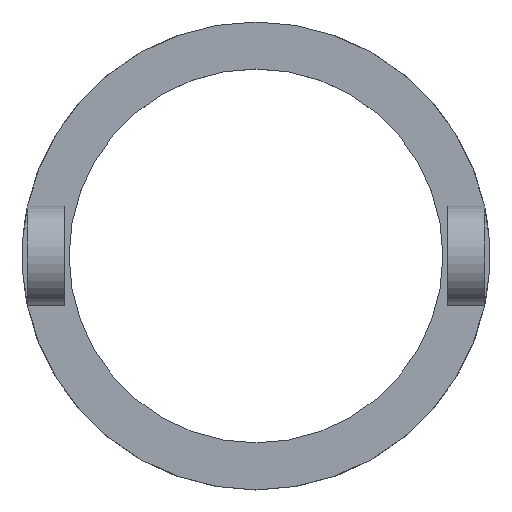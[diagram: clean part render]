
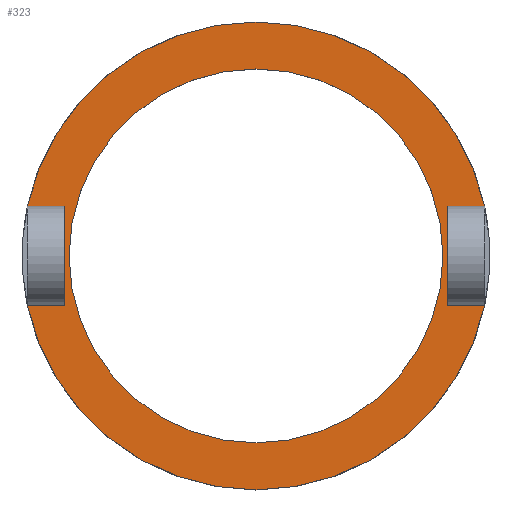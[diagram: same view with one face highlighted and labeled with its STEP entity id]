
A CAD part, top view. The second image highlights one B-rep face of the part: STEP entity #323.
In plain terms, the highlighted planar face has unit normal (0, 0, 1).
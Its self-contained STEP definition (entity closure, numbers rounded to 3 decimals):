
#18=FACE_BOUND('',#70,.T.);
#29=PLANE('',#366);
#46=FACE_OUTER_BOUND('',#69,.T.);
#69=EDGE_LOOP('',(#264,#265,#266,#267,#268,#269,#270,#271,#272));
#70=EDGE_LOOP('',(#273));
#89=LINE('',#522,#114);
#92=LINE('',#528,#117);
#95=LINE('',#533,#120);
#100=LINE('',#543,#125);
#101=LINE('',#551,#126);
#102=LINE('',#552,#127);
#114=VECTOR('',#419,10.);
#117=VECTOR('',#424,10.);
#120=VECTOR('',#429,10.);
#125=VECTOR('',#440,10.);
#126=VECTOR('',#451,10.);
#127=VECTOR('',#452,10.);
#141=CIRCLE('',#367,47.3);
#142=CIRCLE('',#368,47.3);
#143=CIRCLE('',#369,47.3);
#144=CIRCLE('',#370,37.8);
#162=VERTEX_POINT('',#519);
#163=VERTEX_POINT('',#521);
#164=VERTEX_POINT('',#525);
#165=VERTEX_POINT('',#527);
#166=VERTEX_POINT('',#531);
#167=VERTEX_POINT('',#535);
#168=VERTEX_POINT('',#539);
#169=VERTEX_POINT('',#547);
#170=VERTEX_POINT('',#550);
#171=VERTEX_POINT('',#554);
#191=EDGE_CURVE('',#163,#162,#89,.T.);
#194=EDGE_CURVE('',#165,#164,#92,.T.);
#197=EDGE_CURVE('',#162,#166,#95,.T.);
#202=EDGE_CURVE('',#166,#168,#100,.T.);
#204=EDGE_CURVE('',#169,#168,#141,.T.);
#205=EDGE_CURVE('',#167,#169,#142,.T.);
#206=EDGE_CURVE('',#167,#170,#101,.T.);
#207=EDGE_CURVE('',#170,#165,#102,.T.);
#208=EDGE_CURVE('',#163,#164,#143,.T.);
#209=EDGE_CURVE('',#171,#171,#144,.T.);
#264=ORIENTED_EDGE('',*,*,#191,.T.);
#265=ORIENTED_EDGE('',*,*,#197,.T.);
#266=ORIENTED_EDGE('',*,*,#202,.T.);
#267=ORIENTED_EDGE('',*,*,#204,.F.);
#268=ORIENTED_EDGE('',*,*,#205,.F.);
#269=ORIENTED_EDGE('',*,*,#206,.T.);
#270=ORIENTED_EDGE('',*,*,#207,.T.);
#271=ORIENTED_EDGE('',*,*,#194,.T.);
#272=ORIENTED_EDGE('',*,*,#208,.F.);
#273=ORIENTED_EDGE('',*,*,#209,.T.);
#323=ADVANCED_FACE('',(#46,#18),#29,.T.);
#366=AXIS2_PLACEMENT_3D('',#546,#445,#446);
#367=AXIS2_PLACEMENT_3D('',#548,#447,#448);
#368=AXIS2_PLACEMENT_3D('',#549,#449,#450);
#369=AXIS2_PLACEMENT_3D('',#553,#453,#454);
#370=AXIS2_PLACEMENT_3D('',#555,#455,#456);
#419=DIRECTION('',(1.,0.,0.));
#424=DIRECTION('',(1.,0.,0.));
#429=DIRECTION('',(0.,-1.,0.));
#440=DIRECTION('',(-1.,0.,0.));
#445=DIRECTION('center_axis',(0.,0.,1.));
#446=DIRECTION('ref_axis',(1.,0.,0.));
#447=DIRECTION('center_axis',(0.,0.,-1.));
#448=DIRECTION('ref_axis',(1.,0.,0.));
#449=DIRECTION('center_axis',(0.,0.,-1.));
#450=DIRECTION('ref_axis',(1.,0.,0.));
#451=DIRECTION('',(-1.,0.,0.));
#452=DIRECTION('',(0.,1.,0.));
#453=DIRECTION('center_axis',(0.,0.,-1.));
#454=DIRECTION('ref_axis',(1.,0.,0.));
#455=DIRECTION('center_axis',(0.,0.,-1.));
#456=DIRECTION('ref_axis',(1.,0.,0.));
#519=CARTESIAN_POINT('',(-38.731,10.,15.));
#521=CARTESIAN_POINT('',(-46.231,10.,15.));
#522=CARTESIAN_POINT('',(-19.365,10.,15.));
#525=CARTESIAN_POINT('',(46.231,10.,15.));
#527=CARTESIAN_POINT('',(38.731,10.,15.));
#528=CARTESIAN_POINT('',(23.115,10.,15.));
#531=CARTESIAN_POINT('',(-38.731,-10.,15.));
#533=CARTESIAN_POINT('',(-38.731,18.65,15.));
#535=CARTESIAN_POINT('',(46.231,-10.,15.));
#539=CARTESIAN_POINT('',(-46.231,-10.,15.));
#543=CARTESIAN_POINT('',(-23.115,-10.,15.));
#546=CARTESIAN_POINT('Origin',(0.,47.3,15.));
#547=CARTESIAN_POINT('',(0.,-47.3,15.));
#548=CARTESIAN_POINT('Origin',(0.,0.,15.));
#549=CARTESIAN_POINT('Origin',(0.,0.,15.));
#550=CARTESIAN_POINT('',(38.731,-10.,15.));
#551=CARTESIAN_POINT('',(19.365,-10.,15.));
#552=CARTESIAN_POINT('',(38.731,28.65,15.));
#553=CARTESIAN_POINT('Origin',(0.,0.,15.));
#554=CARTESIAN_POINT('',(0.,-37.8,15.));
#555=CARTESIAN_POINT('Origin',(0.,0.,15.));
